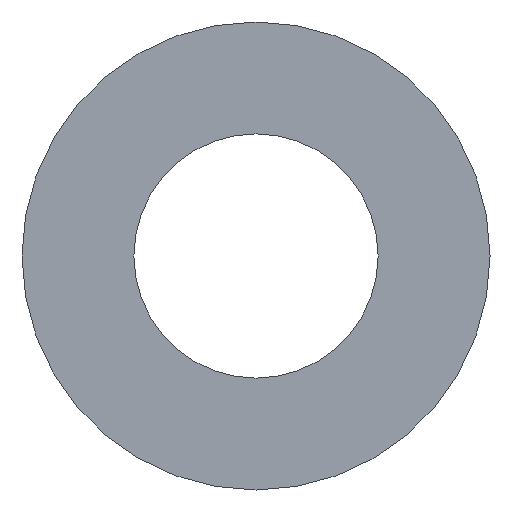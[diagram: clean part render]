
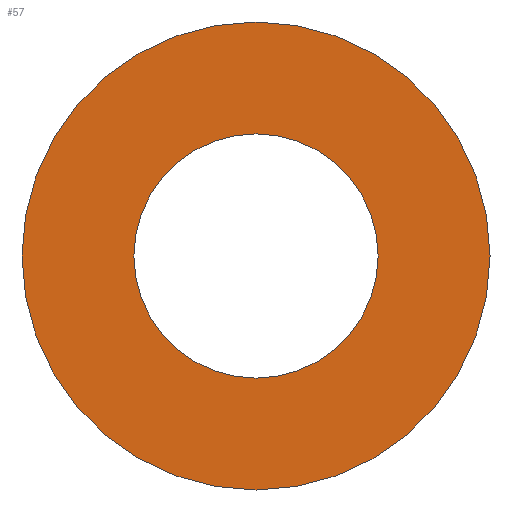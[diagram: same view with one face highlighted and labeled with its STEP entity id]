
A CAD part, front view. The second image highlights one B-rep face of the part: STEP entity #57.
In plain terms, the highlighted planar face has unit normal (0, -1, 0).
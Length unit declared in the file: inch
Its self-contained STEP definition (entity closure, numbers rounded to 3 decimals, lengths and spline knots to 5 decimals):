
#1 = VERTEX_POINT ( 'NONE', #103 ) ;
#2 = EDGE_CURVE ( 'NONE', #11, #62, #95, .T. ) ;
#5 = EDGE_CURVE ( 'NONE', #62, #11, #82, .T. ) ;
#11 = VERTEX_POINT ( 'NONE', #78 ) ;
#19 = EDGE_CURVE ( 'NONE', #63, #1, #129, .T. ) ;
#21 = ORIENTED_EDGE ( 'NONE', *, *, #19, .T. ) ;
#24 = EDGE_LOOP ( 'NONE', ( #58, #69 ) ) ;
#57 = ADVANCED_FACE ( 'NONE', ( #203, #199 ), #198, .F. ) ;
#58 = ORIENTED_EDGE ( 'NONE', *, *, #2, .F. ) ;
#62 = VERTEX_POINT ( 'NONE', #285 ) ;
#63 = VERTEX_POINT ( 'NONE', #284 ) ;
#69 = ORIENTED_EDGE ( 'NONE', *, *, #5, .F. ) ;
#70 = EDGE_LOOP ( 'NONE', ( #21, #101 ) ) ;
#78 = CARTESIAN_POINT ( 'NONE',  ( 0., -0.0935, -0.16 ) ) ;
#79 = DIRECTION ( 'NONE',  ( 0., 0., 1. ) ) ;
#80 = DIRECTION ( 'NONE',  ( 0., 1., 0. ) ) ;
#81 = AXIS2_PLACEMENT_3D ( 'NONE', #87, #80, #79 ) ;
#82 = CIRCLE ( 'NONE', #81, 0.16 ) ;
#87 = CARTESIAN_POINT ( 'NONE',  ( 0., -0.0935, 0. ) ) ;
#90 = DIRECTION ( 'NONE',  ( 0., 0., 1. ) ) ;
#91 = DIRECTION ( 'NONE',  ( 0., 1., 0. ) ) ;
#92 = CARTESIAN_POINT ( 'NONE',  ( 0., -0.0935, 0. ) ) ;
#93 = EDGE_CURVE ( 'NONE', #1, #63, #238, .T. ) ;
#94 = AXIS2_PLACEMENT_3D ( 'NONE', #92, #91, #90 ) ;
#95 = CIRCLE ( 'NONE', #94, 0.16 ) ;
#101 = ORIENTED_EDGE ( 'NONE', *, *, #93, .T. ) ;
#103 = CARTESIAN_POINT ( 'NONE',  ( 0., -0.0935, 0.0835 ) ) ;
#125 = DIRECTION ( 'NONE',  ( 0., 0., 1. ) ) ;
#126 = DIRECTION ( 'NONE',  ( 0., 1., 0. ) ) ;
#127 = CARTESIAN_POINT ( 'NONE',  ( 0., -0.0935, 0. ) ) ;
#128 = AXIS2_PLACEMENT_3D ( 'NONE', #127, #126, #125 ) ;
#129 = CIRCLE ( 'NONE', #128, 0.0835 ) ;
#194 = DIRECTION ( 'NONE',  ( 0., 0., 1. ) ) ;
#195 = DIRECTION ( 'NONE',  ( 0., 1., 0. ) ) ;
#196 = CARTESIAN_POINT ( 'NONE',  ( 0., -0.0935, 0. ) ) ;
#197 = AXIS2_PLACEMENT_3D ( 'NONE', #196, #195, #194 ) ;
#198 = PLANE ( 'NONE',  #197 ) ;
#199 = FACE_BOUND ( 'NONE', #70, .T. ) ;
#203 = FACE_OUTER_BOUND ( 'NONE', #24, .T. ) ;
#234 = DIRECTION ( 'NONE',  ( 0., 0., 1. ) ) ;
#235 = DIRECTION ( 'NONE',  ( 0., 1., 0. ) ) ;
#236 = CARTESIAN_POINT ( 'NONE',  ( 0., -0.0935, 0. ) ) ;
#237 = AXIS2_PLACEMENT_3D ( 'NONE', #236, #235, #234 ) ;
#238 = CIRCLE ( 'NONE', #237, 0.0835 ) ;
#284 = CARTESIAN_POINT ( 'NONE',  ( 0., -0.0935, -0.0835 ) ) ;
#285 = CARTESIAN_POINT ( 'NONE',  ( 0., -0.0935, 0.16 ) ) ;
